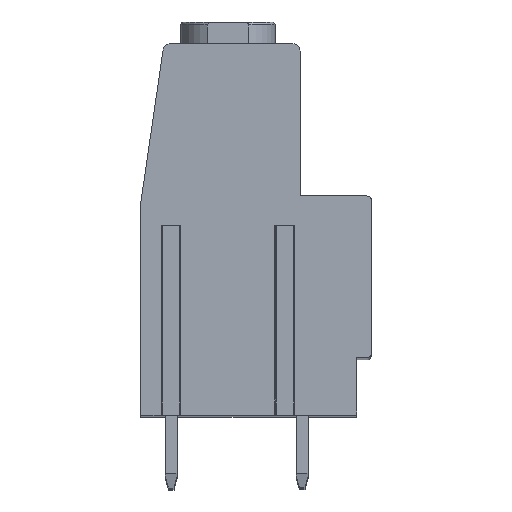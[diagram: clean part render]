
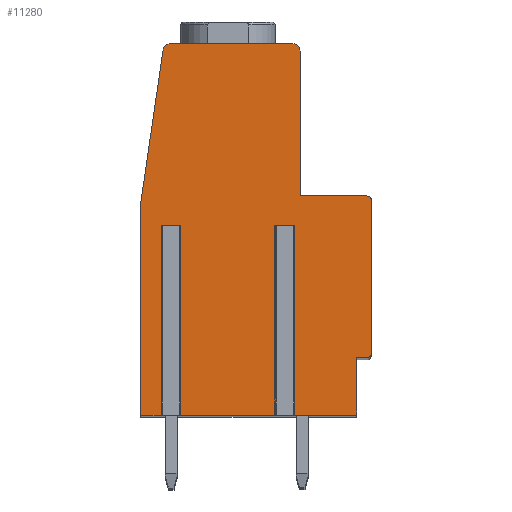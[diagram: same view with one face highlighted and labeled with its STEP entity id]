
A CAD part, top view. The second image highlights one B-rep face of the part: STEP entity #11280.
In plain terms, the highlighted planar face has unit normal (0, 0, 1).
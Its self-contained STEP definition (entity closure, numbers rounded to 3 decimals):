
#15=DIRECTION('',(1.,0.,0.));
#16=VECTOR('',#15,0.8);
#17=CARTESIAN_POINT('',(-6.226,0.25,3.175));
#18=LINE('',#17,#16);
#19=DIRECTION('',(0.,1.,0.));
#20=VECTOR('',#19,13.);
#21=CARTESIAN_POINT('',(-6.226,-12.75,3.175));
#22=LINE('',#21,#20);
#23=DIRECTION('',(-1.,0.,0.));
#24=VECTOR('',#23,1.699);
#25=CARTESIAN_POINT('',(-6.226,-12.75,3.175));
#26=LINE('',#25,#24);
#27=DIRECTION('',(0.,1.,0.));
#28=VECTOR('',#27,14.5);
#29=CARTESIAN_POINT('',(-7.925,-12.75,3.175));
#30=LINE('',#29,#28);
#31=DIRECTION('',(0.144,0.99,0.));
#32=VECTOR('',#31,10.683);
#33=CARTESIAN_POINT('',(-7.925,1.75,3.175));
#34=LINE('',#33,#32);
#35=CARTESIAN_POINT('',(-5.892,12.25,3.175));
#36=DIRECTION('',(0.,0.,-1.));
#37=DIRECTION('',(-0.99,0.144,0.));
#38=AXIS2_PLACEMENT_3D('',#35,#36,#37);
#40=CARTESIAN_POINT('',(2.525,12.25,3.175));
#41=DIRECTION('',(0.,0.,-1.));
#42=DIRECTION('',(0.,1.,0.));
#43=AXIS2_PLACEMENT_3D('',#40,#41,#42);
#45=DIRECTION('',(0.,-1.,0.));
#46=VECTOR('',#45,9.95);
#47=CARTESIAN_POINT('',(3.025,12.25,3.175));
#48=LINE('',#47,#46);
#49=DIRECTION('',(1.,0.,0.));
#50=VECTOR('',#49,4.6);
#51=CARTESIAN_POINT('',(3.025,2.3,3.175));
#52=LINE('',#51,#50);
#53=CARTESIAN_POINT('',(7.625,2.,3.175));
#54=DIRECTION('',(0.,0.,-1.));
#55=DIRECTION('',(0.,1.,0.));
#56=AXIS2_PLACEMENT_3D('',#53,#54,#55);
#58=DIRECTION('',(0.,-1.,0.));
#59=VECTOR('',#58,10.5);
#60=CARTESIAN_POINT('',(7.925,2.,3.175));
#61=LINE('',#60,#59);
#62=CARTESIAN_POINT('',(7.625,-8.5,3.175));
#63=DIRECTION('',(0.,0.,-1.));
#64=DIRECTION('',(1.,0.,0.));
#65=AXIS2_PLACEMENT_3D('',#62,#63,#64);
#67=DIRECTION('',(-1.,0.,0.));
#68=VECTOR('',#67,0.7);
#69=CARTESIAN_POINT('',(7.625,-8.8,3.175));
#70=LINE('',#69,#68);
#71=DIRECTION('',(0.,-1.,0.));
#72=VECTOR('',#71,3.95);
#73=CARTESIAN_POINT('',(6.925,-8.8,3.175));
#74=LINE('',#73,#72);
#75=DIRECTION('',(-1.,0.,0.));
#76=VECTOR('',#75,4.551);
#77=CARTESIAN_POINT('',(6.925,-12.75,3.175));
#78=LINE('',#77,#76);
#79=DIRECTION('',(0.,1.,0.));
#80=VECTOR('',#79,13.);
#81=CARTESIAN_POINT('',(2.374,-12.75,3.175));
#82=LINE('',#81,#80);
#83=DIRECTION('',(1.,0.,0.));
#84=VECTOR('',#83,0.8);
#85=CARTESIAN_POINT('',(1.574,0.25,3.175));
#86=LINE('',#85,#84);
#87=DIRECTION('',(0.,1.,0.));
#88=VECTOR('',#87,13.);
#89=CARTESIAN_POINT('',(1.574,-12.75,3.175));
#90=LINE('',#89,#88);
#91=DIRECTION('',(-1.,0.,0.));
#92=VECTOR('',#91,7.);
#93=CARTESIAN_POINT('',(1.574,-12.75,3.175));
#94=LINE('',#93,#92);
#95=DIRECTION('',(0.,1.,0.));
#96=VECTOR('',#95,13.);
#97=CARTESIAN_POINT('',(-5.426,-12.75,3.175));
#98=LINE('',#97,#96);
#871=DIRECTION('',(-1.,0.,0.));
#872=VECTOR('',#871,8.417);
#873=CARTESIAN_POINT('',(2.525,12.75,3.175));
#874=LINE('',#873,#872);
#8827=CARTESIAN_POINT('',(6.925,-8.8,3.175));
#8828=CARTESIAN_POINT('',(6.925,-12.75,3.175));
#8829=VERTEX_POINT('',#8827);
#8830=VERTEX_POINT('',#8828);
#8831=CARTESIAN_POINT('',(7.625,-8.8,3.175));
#8832=VERTEX_POINT('',#8831);
#8833=CARTESIAN_POINT('',(7.925,-8.5,3.175));
#8834=VERTEX_POINT('',#8833);
#8835=CARTESIAN_POINT('',(7.925,2.,3.175));
#8836=VERTEX_POINT('',#8835);
#8837=CARTESIAN_POINT('',(7.625,2.3,3.175));
#8838=VERTEX_POINT('',#8837);
#8839=CARTESIAN_POINT('',(3.025,2.3,3.175));
#8840=VERTEX_POINT('',#8839);
#8841=CARTESIAN_POINT('',(3.025,12.25,3.175));
#8842=VERTEX_POINT('',#8841);
#8843=CARTESIAN_POINT('',(2.525,12.75,3.175));
#8844=VERTEX_POINT('',#8843);
#8845=CARTESIAN_POINT('',(-6.387,12.322,3.175));
#8846=CARTESIAN_POINT('',(-5.892,12.75,3.175));
#8847=VERTEX_POINT('',#8845);
#8848=VERTEX_POINT('',#8846);
#8849=CARTESIAN_POINT('',(-7.925,1.75,3.175));
#8850=VERTEX_POINT('',#8849);
#8851=CARTESIAN_POINT('',(-7.925,-12.75,3.175));
#8852=VERTEX_POINT('',#8851);
#8911=CARTESIAN_POINT('',(-6.226,0.25,3.175));
#8912=CARTESIAN_POINT('',(-5.426,0.25,3.175));
#8913=VERTEX_POINT('',#8911);
#8914=VERTEX_POINT('',#8912);
#8915=CARTESIAN_POINT('',(1.574,0.25,3.175));
#8916=CARTESIAN_POINT('',(2.374,0.25,3.175));
#8917=VERTEX_POINT('',#8915);
#8918=VERTEX_POINT('',#8916);
#8919=CARTESIAN_POINT('',(-5.426,-12.75,3.175));
#8920=VERTEX_POINT('',#8919);
#8921=CARTESIAN_POINT('',(-6.226,-12.75,3.175));
#8922=VERTEX_POINT('',#8921);
#8923=CARTESIAN_POINT('',(1.574,-12.75,3.175));
#8924=VERTEX_POINT('',#8923);
#8925=CARTESIAN_POINT('',(2.374,-12.75,3.175));
#8926=VERTEX_POINT('',#8925);
#11231=CARTESIAN_POINT('',(0.,0.,3.175));
#11232=DIRECTION('',(0.,0.,1.));
#11233=DIRECTION('',(1.,0.,0.));
#11234=AXIS2_PLACEMENT_3D('',#11231,#11232,#11233);
#11235=PLANE('',#11234);
#11237=ORIENTED_EDGE('',*,*,#11236,.F.);
#11239=ORIENTED_EDGE('',*,*,#11238,.F.);
#11241=ORIENTED_EDGE('',*,*,#11240,.T.);
#11243=ORIENTED_EDGE('',*,*,#11242,.T.);
#11245=ORIENTED_EDGE('',*,*,#11244,.T.);
#11247=ORIENTED_EDGE('',*,*,#11246,.T.);
#11249=ORIENTED_EDGE('',*,*,#11248,.F.);
#11251=ORIENTED_EDGE('',*,*,#11250,.T.);
#11253=ORIENTED_EDGE('',*,*,#11252,.T.);
#11255=ORIENTED_EDGE('',*,*,#11254,.T.);
#11257=ORIENTED_EDGE('',*,*,#11256,.T.);
#11259=ORIENTED_EDGE('',*,*,#11258,.T.);
#11261=ORIENTED_EDGE('',*,*,#11260,.T.);
#11263=ORIENTED_EDGE('',*,*,#11262,.T.);
#11265=ORIENTED_EDGE('',*,*,#11264,.T.);
#11267=ORIENTED_EDGE('',*,*,#11266,.T.);
#11269=ORIENTED_EDGE('',*,*,#11268,.T.);
#11271=ORIENTED_EDGE('',*,*,#11270,.F.);
#11273=ORIENTED_EDGE('',*,*,#11272,.F.);
#11275=ORIENTED_EDGE('',*,*,#11274,.T.);
#11277=ORIENTED_EDGE('',*,*,#11276,.T.);
#11278=EDGE_LOOP('',(#11237,#11239,#11241,#11243,#11245,#11247,#11249,#11251,
#11253,#11255,#11257,#11259,#11261,#11263,#11265,#11267,#11269,#11271,#11273,
#11275,#11277));
#11279=FACE_OUTER_BOUND('',#11278,.F.);
#39=CIRCLE('',#38,0.5);
#44=CIRCLE('',#43,0.5);
#57=CIRCLE('',#56,0.3);
#66=CIRCLE('',#65,0.3);
#11236=EDGE_CURVE('',#8913,#8914,#18,.T.);
#11238=EDGE_CURVE('',#8922,#8913,#22,.T.);
#11240=EDGE_CURVE('',#8922,#8852,#26,.T.);
#11242=EDGE_CURVE('',#8852,#8850,#30,.T.);
#11244=EDGE_CURVE('',#8850,#8847,#34,.T.);
#11246=EDGE_CURVE('',#8847,#8848,#39,.T.);
#11248=EDGE_CURVE('',#8844,#8848,#874,.T.);
#11250=EDGE_CURVE('',#8844,#8842,#44,.T.);
#11252=EDGE_CURVE('',#8842,#8840,#48,.T.);
#11254=EDGE_CURVE('',#8840,#8838,#52,.T.);
#11256=EDGE_CURVE('',#8838,#8836,#57,.T.);
#11258=EDGE_CURVE('',#8836,#8834,#61,.T.);
#11260=EDGE_CURVE('',#8834,#8832,#66,.T.);
#11262=EDGE_CURVE('',#8832,#8829,#70,.T.);
#11264=EDGE_CURVE('',#8829,#8830,#74,.T.);
#11266=EDGE_CURVE('',#8830,#8926,#78,.T.);
#11268=EDGE_CURVE('',#8926,#8918,#82,.T.);
#11270=EDGE_CURVE('',#8917,#8918,#86,.T.);
#11272=EDGE_CURVE('',#8924,#8917,#90,.T.);
#11274=EDGE_CURVE('',#8924,#8920,#94,.T.);
#11276=EDGE_CURVE('',#8920,#8914,#98,.T.);
#11280=ADVANCED_FACE('',(#11279),#11235,.T.);
